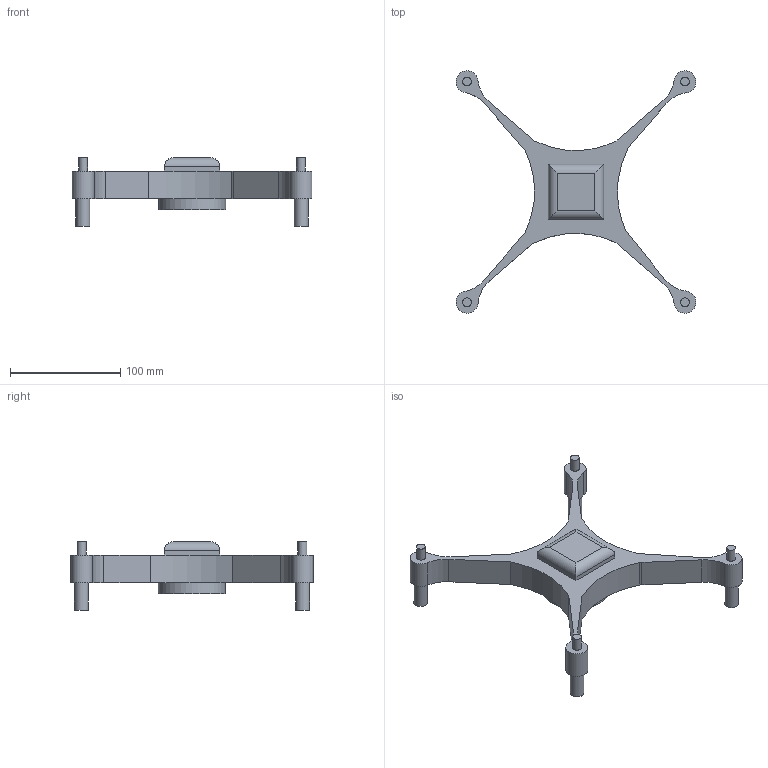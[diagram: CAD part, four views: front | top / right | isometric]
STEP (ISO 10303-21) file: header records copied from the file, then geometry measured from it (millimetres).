
FILE_DESCRIPTION(/* description */ (''),/* implementation_level */ '2;1');
FILE_NAME(/* name */ 'drone_frame v5.step',/* time_stamp */ '2019-02-25T14:44:57+01:00',/* author */ ('ituarte1982'),/* organization */ (''),/* preprocessor_version */ 'ST-DEVELOPER v17.2',/* originating_system */ 'Autodesk Translation Framework v7.6.0.251',/* authorisation */ '');
FILE_SCHEMA (('AUTOMOTIVE_DESIGN { 1 0 10303 214 3 1 1 }'));
Length unit declared in the file: millimetre
Products named in the file (1): drone_frame
Bounding box: 217.73 x 219.96 x 62 mm (x, y, z)
Volume: 324813.3 mm3; surface area: 56587.2 mm2
Topology: 1 solids, 1 shells, 55 faces, 133 edges, 90 vertices
Faces by surface type: plane 26, cylinder 25, bspline 4
Full cylindrical faces by diameter (mm): 8 x4, 12.547 x4, 60.947 x1
Entity records: 1750 total; most frequent: CARTESIAN_POINT 339, DIRECTION 283, ORIENTED_EDGE 266, EDGE_CURVE 133, AXIS2_PLACEMENT_3D 106, VERTEX_POINT 90, LINE 71, VECTOR 71
